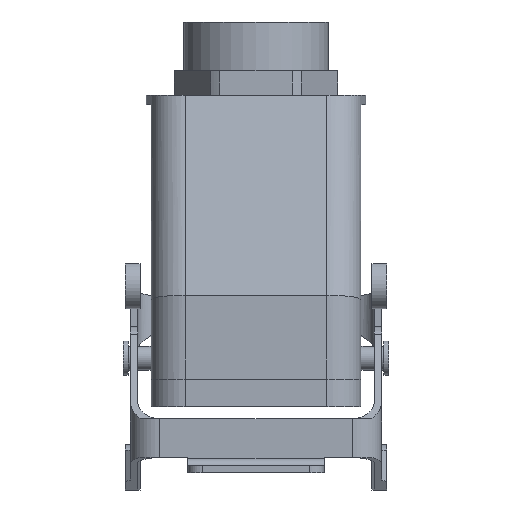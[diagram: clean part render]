
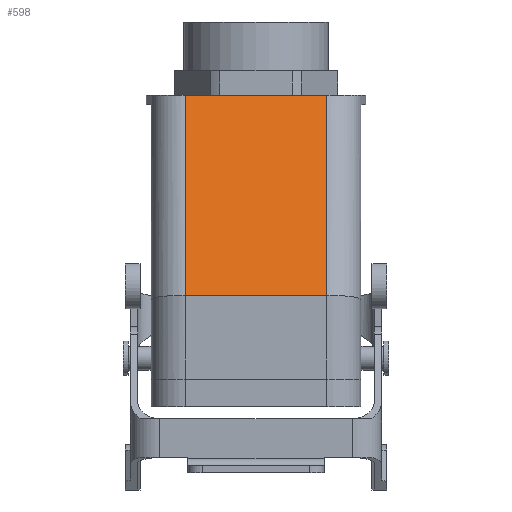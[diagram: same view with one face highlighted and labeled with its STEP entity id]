
A CAD part, left-side view. The second image highlights one B-rep face of the part: STEP entity #598.
In plain terms, the highlighted planar face has unit normal (-0.966, 0, 0.259).
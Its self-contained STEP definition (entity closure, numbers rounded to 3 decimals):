
#598 = ADVANCED_FACE( '', ( #1295 ), #1296, .T. );
#1295 = FACE_OUTER_BOUND( '', #2082, .T. );
#1296 = PLANE( '', #2083 );
#2082 = EDGE_LOOP( '', ( #3826, #3827, #3828, #3829 ) );
#2083 = AXIS2_PLACEMENT_3D( '', #3830, #3831, #3832 );
#3826 = ORIENTED_EDGE( '', *, *, #5236, .T. );
#3827 = ORIENTED_EDGE( '', *, *, #4712, .F. );
#3828 = ORIENTED_EDGE( '', *, *, #5237, .F. );
#3829 = ORIENTED_EDGE( '', *, *, #4865, .T. );
#3830 = CARTESIAN_POINT( '', ( -46.65, -21.5, 20. ) );
#3831 = DIRECTION( '', ( -0.966, 0., 0.259 ) );
#3832 = DIRECTION( '', ( 0.259, 0., 0.966 ) );
#4712 = EDGE_CURVE( '', #5656, #5658, #5659, .T. );
#4865 = EDGE_CURVE( '', #5904, #5906, #5908, .T. );
#5236 = EDGE_CURVE( '', #5906, #5658, #6426, .T. );
#5237 = EDGE_CURVE( '', #5904, #5656, #6427, .T. );
#5656 = VERTEX_POINT( '', #7051 );
#5658 = VERTEX_POINT( '', #7053 );
#5659 = LINE( '', #7054, #7055 );
#5904 = VERTEX_POINT( '', #7393 );
#5906 = VERTEX_POINT( '', #7396 );
#5908 = LINE( '', #7399, #7400 );
#6426 = LINE( '', #8219, #8220 );
#6427 = LINE( '', #8221, #8222 );
#7051 = CARTESIAN_POINT( '', ( -35.664, 14.5, 61. ) );
#7053 = CARTESIAN_POINT( '', ( -35.664, -14.5, 61. ) );
#7054 = CARTESIAN_POINT( '', ( -35.664, 0., 61. ) );
#7055 = VECTOR( '', #8605, 1000. );
#7393 = CARTESIAN_POINT( '', ( -46.65, 14.5, 20. ) );
#7396 = CARTESIAN_POINT( '', ( -46.65, -14.5, 20. ) );
#7399 = CARTESIAN_POINT( '', ( -46.65, 0., 20. ) );
#7400 = VECTOR( '', #8779, 1000. );
#8219 = CARTESIAN_POINT( '', ( -35.664, -14.5, 61. ) );
#8220 = VECTOR( '', #9116, 1000. );
#8221 = CARTESIAN_POINT( '', ( -35.664, 14.5, 61. ) );
#8222 = VECTOR( '', #9117, 1000. );
#8605 = DIRECTION( '', ( 0., -1., 0. ) );
#8779 = DIRECTION( '', ( 0., -1., 0. ) );
#9116 = DIRECTION( '', ( 0.259, 0., 0.966 ) );
#9117 = DIRECTION( '', ( 0.259, 0., 0.966 ) );
